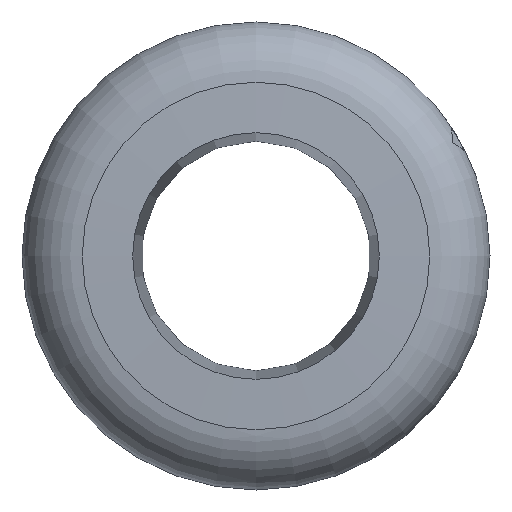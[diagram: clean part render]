
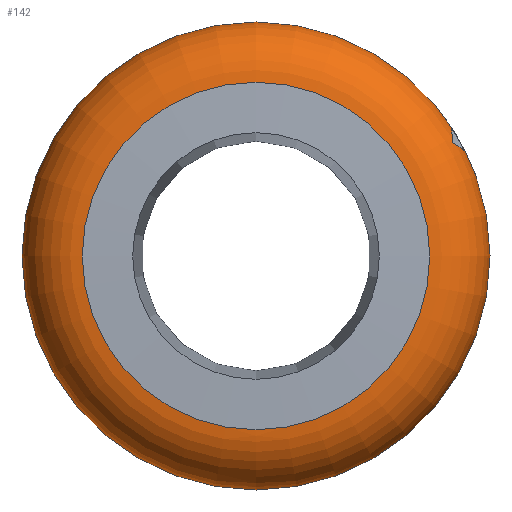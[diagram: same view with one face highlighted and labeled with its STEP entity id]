
A CAD part, front view. The second image highlights one B-rep face of the part: STEP entity #142.
In plain terms, the highlighted toroidal (fillet/blend) face has major radius 12.35 mm and minor radius 4.5 mm.
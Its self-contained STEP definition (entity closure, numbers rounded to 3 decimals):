
#34=B_SPLINE_CURVE_WITH_KNOTS('',3,(#234,#235,#236,#237),.UNSPECIFIED.,
 .F.,.F.,(4,4),(0.,0.002),.UNSPECIFIED.);
#35=B_SPLINE_CURVE_WITH_KNOTS('',3,(#240,#241,#242,#243),.UNSPECIFIED.,
 .F.,.F.,(4,4),(0.003,0.005),.UNSPECIFIED.);
#36=B_SPLINE_CURVE_WITH_KNOTS('',3,(#245,#246,#247,#248),.UNSPECIFIED.,
 .F.,.F.,(4,4),(0.,0.002),.UNSPECIFIED.);
#37=ORIENTED_EDGE('',*,*,#65,.T.);
#38=ORIENTED_EDGE('',*,*,#66,.F.);
#39=ORIENTED_EDGE('',*,*,#67,.T.);
#40=ORIENTED_EDGE('',*,*,#68,.T.);
#41=ORIENTED_EDGE('',*,*,#69,.T.);
#65=EDGE_CURVE('',#79,#79,#91,.T.);
#66=EDGE_CURVE('',#80,#80,#92,.T.);
#67=EDGE_CURVE('',#81,#82,#34,.T.);
#68=EDGE_CURVE('',#82,#83,#35,.T.);
#69=EDGE_CURVE('',#83,#81,#36,.T.);
#79=VERTEX_POINT('',#231);
#80=VERTEX_POINT('',#233);
#81=VERTEX_POINT('',#238);
#82=VERTEX_POINT('',#239);
#83=VERTEX_POINT('',#244);
#91=CIRCLE('',#167,16.847);
#92=CIRCLE('',#168,12.507);
#99=EDGE_LOOP('',(#37));
#100=EDGE_LOOP('',(#38));
#101=EDGE_LOOP('',(#39,#40,#41));
#119=FACE_BOUND('',#99,.T.);
#120=FACE_BOUND('',#100,.T.);
#121=FACE_BOUND('',#101,.T.);
#139=TOROIDAL_SURFACE('',#166,12.35,4.5);
#142=ADVANCED_FACE('',(#119,#120,#121),#139,.T.);
#166=AXIS2_PLACEMENT_3D('',#229,#187,#188);
#167=AXIS2_PLACEMENT_3D('',#230,#189,#190);
#168=AXIS2_PLACEMENT_3D('',#232,#191,#192);
#187=DIRECTION('',(0.,-1.,0.));
#188=DIRECTION('',(0.,0.,-1.));
#189=DIRECTION('',(0.,-1.,0.));
#190=DIRECTION('',(0.,0.,-1.));
#191=DIRECTION('',(0.,-1.,0.));
#192=DIRECTION('',(0.,0.,-1.));
#229=CARTESIAN_POINT('',(0.,4.624,0.));
#230=CARTESIAN_POINT('',(0.,4.781,0.));
#231=CARTESIAN_POINT('',(0.,4.781,-16.847));
#232=CARTESIAN_POINT('',(0.,0.127,0.));
#233=CARTESIAN_POINT('',(0.,0.127,-12.507));
#234=CARTESIAN_POINT('',(14.163,2.57,8.177));
#235=CARTESIAN_POINT('',(14.109,3.078,8.791));
#236=CARTESIAN_POINT('',(14.068,3.795,9.266));
#237=CARTESIAN_POINT('',(14.067,4.598,9.276));
#238=CARTESIAN_POINT('',(14.163,2.57,8.177));
#239=CARTESIAN_POINT('',(14.067,4.598,9.276));
#240=CARTESIAN_POINT('',(14.067,4.598,9.276));
#241=CARTESIAN_POINT('',(14.433,4.6,8.721));
#242=CARTESIAN_POINT('',(14.769,4.6,8.139));
#243=CARTESIAN_POINT('',(15.067,4.598,7.544));
#244=CARTESIAN_POINT('',(15.067,4.598,7.544));
#245=CARTESIAN_POINT('',(15.067,4.598,7.544));
#246=CARTESIAN_POINT('',(15.059,3.796,7.55));
#247=CARTESIAN_POINT('',(14.668,3.078,7.824));
#248=CARTESIAN_POINT('',(14.163,2.57,8.177));
